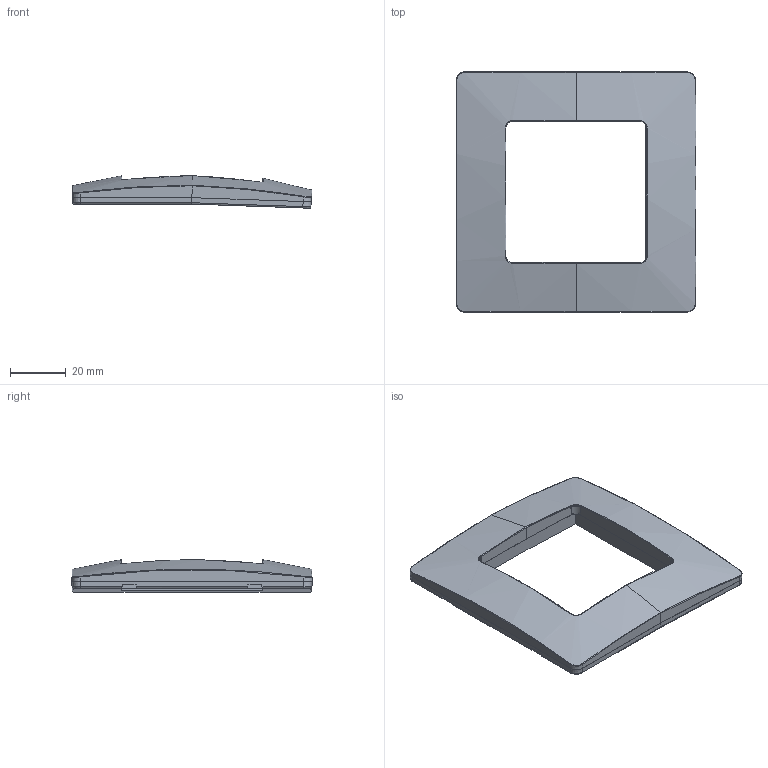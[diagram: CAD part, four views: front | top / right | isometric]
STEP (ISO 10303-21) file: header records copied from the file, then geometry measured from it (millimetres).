
FILE_DESCRIPTION (( 'STEP AP203' ), '1' );
FILE_NAME ('Ramka_1p 瀔飶.STEP', '2025-09-04T13:12:26', ( '' ), ( '' ), 'SwSTEP 2.0', 'SolidWorks 2022', '' );
FILE_SCHEMA (( 'CONFIG_CONTROL_DESIGN' ));
Length unit declared in the file: millimetre
Products named in the file (1): Ramka_1p прав
Bounding box: 85.7 x 86 x 11.6 mm (x, y, z)
Volume: 36662 mm3; surface area: 13517.6 mm2
Topology: 3 solids, 3 shells, 136 faces, 330 edges, 198 vertices
Faces by surface type: plane 78, bspline 26, cylinder 20, cone 8, torus 4
Entity records: 6771 total; most frequent: CARTESIAN_POINT 4310, ORIENTED_EDGE 660, EDGE_CURVE 330, B_SPLINE_CURVE_WITH_KNOTS 295, DIRECTION 234, VERTEX_POINT 198, ADVANCED_FACE 136, FACE_OUTER_BOUND 136
